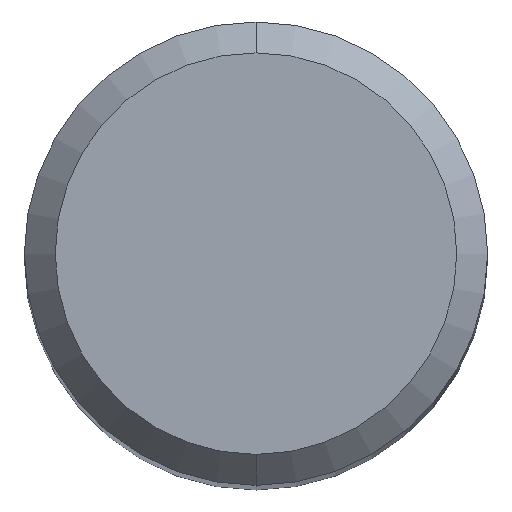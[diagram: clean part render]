
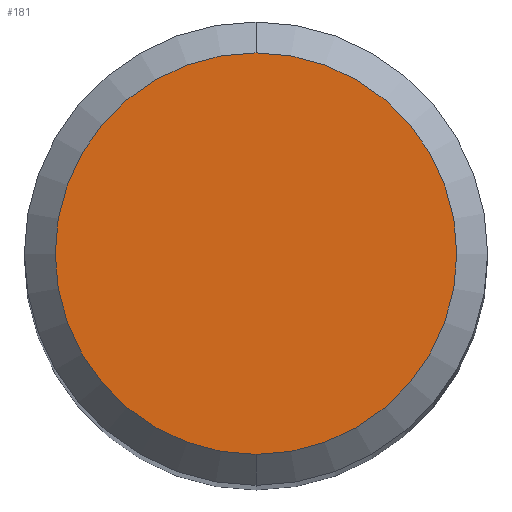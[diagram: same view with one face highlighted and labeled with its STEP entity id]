
A CAD part, top view. The second image highlights one B-rep face of the part: STEP entity #181.
In plain terms, the highlighted planar face has unit normal (0, 0, 1).
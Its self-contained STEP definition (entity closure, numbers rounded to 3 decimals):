
#109=VERTEX_POINT('',#262);
#121=EDGE_CURVE('',#201,#109,#275,.T.);
#181=ADVANCED_FACE('',(#346),#347,.T.);
#201=VERTEX_POINT('',#368);
#213=EDGE_CURVE('',#109,#201,#380,.T.);
#262=CARTESIAN_POINT('',(0.0,2.6,0.0));
#275=CIRCLE('',#443,2.6);
#346=FACE_OUTER_BOUND('',#533,.T.);
#347=PLANE('',#534);
#368=CARTESIAN_POINT('',(0.,-2.6,0.0));
#380=CIRCLE('',#577,2.6);
#443=AXIS2_PLACEMENT_3D('',#631,#632,#633);
#533=EDGE_LOOP('',(#746,#747));
#534=AXIS2_PLACEMENT_3D('',#748,#749,#750);
#577=AXIS2_PLACEMENT_3D('',#775,#776,#777);
#631=CARTESIAN_POINT('',(0.0,0.0,0.0));
#632=DIRECTION('',(0.0,0.0,-1.0));
#633=DIRECTION('',(0.0,1.0,0.0));
#746=ORIENTED_EDGE('',*,*,#213,.F.);
#747=ORIENTED_EDGE('',*,*,#121,.F.);
#748=CARTESIAN_POINT('',(0.0,1.3,0.0));
#749=DIRECTION('',(-0.0,0.0,1.0));
#750=DIRECTION('',(0.0,-1.0,0.0));
#775=CARTESIAN_POINT('',(0.0,0.0,0.0));
#776=DIRECTION('',(0.0,0.0,-1.0));
#777=DIRECTION('',(0.0,1.0,0.0));
